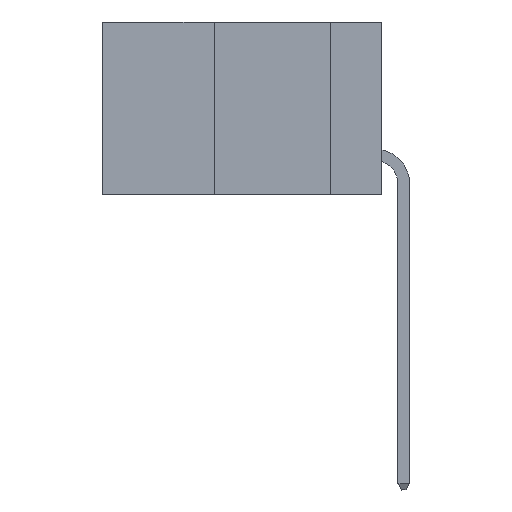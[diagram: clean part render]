
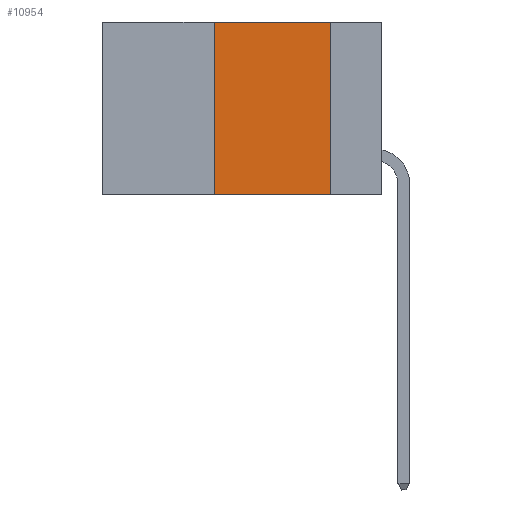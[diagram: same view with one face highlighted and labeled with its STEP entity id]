
A CAD part, left-side view. The second image highlights one B-rep face of the part: STEP entity #10954.
In plain terms, the highlighted planar face has unit normal (-1, 0, 0).
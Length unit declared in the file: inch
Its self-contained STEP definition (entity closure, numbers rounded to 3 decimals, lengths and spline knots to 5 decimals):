
#361 = DIRECTION ( 'NONE',  ( 0., 0., -1. ) ) ;
#824 = VERTEX_POINT ( 'NONE', #946 ) ;
#849 = VECTOR ( 'NONE', #23339, 39.37008 ) ;
#946 = CARTESIAN_POINT ( 'NONE',  ( 0., 0.11, -0.37 ) ) ;
#1568 = ORIENTED_EDGE ( 'NONE', *, *, #5472, .T. ) ;
#1947 = AXIS2_PLACEMENT_3D ( 'NONE', #16265, #17361, #23764 ) ;
#3826 = EDGE_CURVE ( 'NONE', #21352, #824, #22632, .T. ) ;
#3935 = CARTESIAN_POINT ( 'NONE',  ( 0., 0.36, 0. ) ) ;
#4400 = VERTEX_POINT ( 'NONE', #16367 ) ;
#4614 = FACE_OUTER_BOUND ( 'NONE', #22595, .T. ) ;
#4716 = VECTOR ( 'NONE', #10909, 39.37008 ) ;
#5176 = CARTESIAN_POINT ( 'NONE',  ( 0., 0.36, 0. ) ) ;
#5472 = EDGE_CURVE ( 'NONE', #4400, #824, #16064, .T. ) ;
#5730 = PLANE ( 'NONE',  #1947 ) ;
#6855 = CARTESIAN_POINT ( 'NONE',  ( 0., 0.6, -0.37 ) ) ;
#7635 = CARTESIAN_POINT ( 'NONE',  ( 0., 0.11, 0. ) ) ;
#7670 = EDGE_CURVE ( 'NONE', #4400, #12765, #11105, .T. ) ;
#8595 = VECTOR ( 'NONE', #361, 39.37008 ) ;
#10909 = DIRECTION ( 'NONE',  ( 0., -1., 0. ) ) ;
#10954 = ADVANCED_FACE ( 'NONE', ( #4614 ), #5730, .F. ) ;
#11105 = LINE ( 'NONE', #3935, #15419 ) ;
#12765 = VERTEX_POINT ( 'NONE', #5176 ) ;
#15225 = EDGE_CURVE ( 'NONE', #12765, #21352, #18450, .T. ) ;
#15419 = VECTOR ( 'NONE', #15806, 39.37008 ) ;
#15806 = DIRECTION ( 'NONE',  ( 0., 0., 1. ) ) ;
#16064 = LINE ( 'NONE', #6855, #849 ) ;
#16265 = CARTESIAN_POINT ( 'NONE',  ( 0., 0.6, 0. ) ) ;
#16367 = CARTESIAN_POINT ( 'NONE',  ( 0., 0.36, -0.37 ) ) ;
#16666 = CARTESIAN_POINT ( 'NONE',  ( 0., 0.6, 0. ) ) ;
#17361 = DIRECTION ( 'NONE',  ( 1., 0., 0. ) ) ;
#18365 = ORIENTED_EDGE ( 'NONE', *, *, #7670, .F. ) ;
#18450 = LINE ( 'NONE', #16666, #4716 ) ;
#18813 = ORIENTED_EDGE ( 'NONE', *, *, #15225, .F. ) ;
#20395 = CARTESIAN_POINT ( 'NONE',  ( 0., 0.11, 0. ) ) ;
#21352 = VERTEX_POINT ( 'NONE', #7635 ) ;
#22461 = ORIENTED_EDGE ( 'NONE', *, *, #3826, .F. ) ;
#22595 = EDGE_LOOP ( 'NONE', ( #22461, #18813, #18365, #1568 ) ) ;
#22632 = LINE ( 'NONE', #20395, #8595 ) ;
#23339 = DIRECTION ( 'NONE',  ( 0., -1., 0. ) ) ;
#23764 = DIRECTION ( 'NONE',  ( 0., 0., -1. ) ) ;
